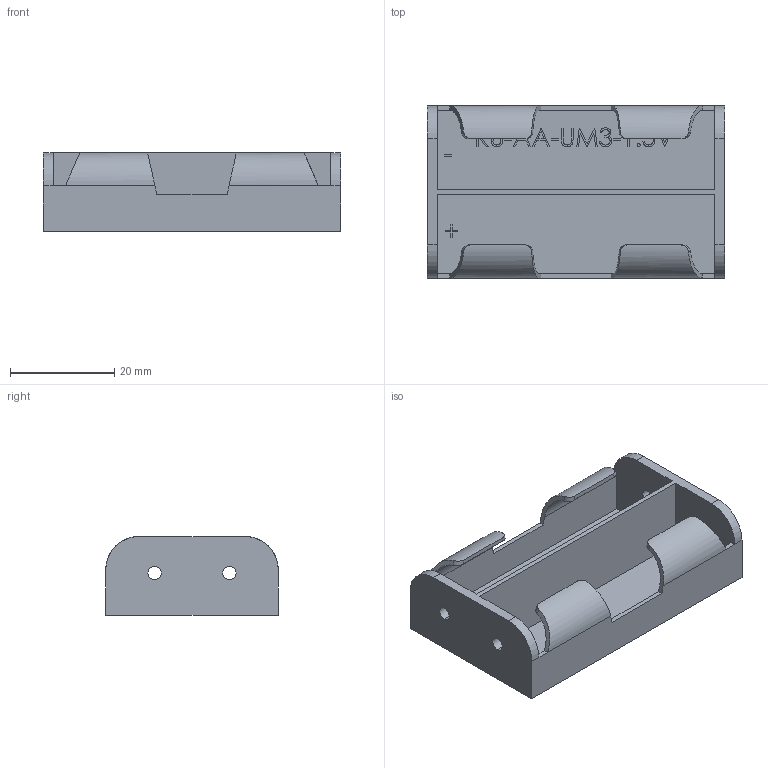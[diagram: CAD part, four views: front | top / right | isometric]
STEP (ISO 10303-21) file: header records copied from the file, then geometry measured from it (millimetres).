
FILE_DESCRIPTION (( 'STEP AP214' ), '1' );
FILE_NAME ('2 Cell, AA Battery, Series Connection, wire leads.step', '2018-12-31T17:21:10', ( '' ), ( '' ), 'SwSTEP 2.0', 'SolidWorks 2018', '' );
FILE_SCHEMA (( 'AUTOMOTIVE_DESIGN' ));
Length unit declared in the file: inch
Products named in the file (1): 2 Cell, AA Battery, Series Connection, wire leads
Bounding box: 56.9 x 33.02 x 15.11 mm (x, y, z)
Volume: 5508.3 mm3; surface area: 9975.6 mm2
Topology: 1 solids, 1 shells, 234 faces, 624 edges, 412 vertices
Faces by surface type: plane 159, bspline 47, cylinder 28
Entity records: 9783 total; most frequent: CARTESIAN_POINT 4258, ORIENTED_EDGE 1248, DIRECTION 898, EDGE_CURVE 624, VECTOR 474, LINE 474, VERTEX_POINT 412, EDGE_LOOP 262
